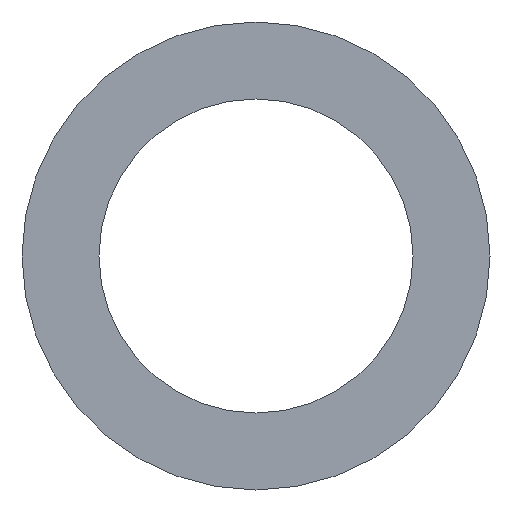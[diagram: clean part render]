
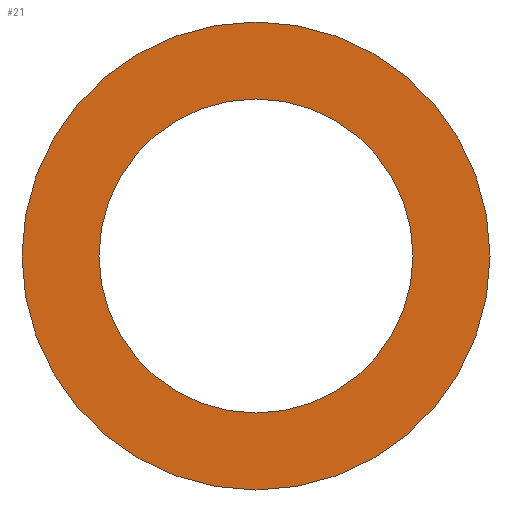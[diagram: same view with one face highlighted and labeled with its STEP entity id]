
A CAD part, left-side view. The second image highlights one B-rep face of the part: STEP entity #21.
In plain terms, the highlighted planar face has unit normal (-1, 0, 0).
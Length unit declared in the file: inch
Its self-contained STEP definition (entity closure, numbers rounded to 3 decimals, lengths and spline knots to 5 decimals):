
#9 = DIRECTION ( 'NONE',  ( -1., 0., 0. ) ) ;
#21 = ADVANCED_FACE ( 'NONE', ( #296, #319 ), #49, .F. ) ;
#24 = DIRECTION ( 'NONE',  ( 1., 0., 0. ) ) ;
#25 = ORIENTED_EDGE ( 'NONE', *, *, #183, .F. ) ;
#30 = VERTEX_POINT ( 'NONE', #269 ) ;
#32 = ORIENTED_EDGE ( 'NONE', *, *, #223, .T. ) ;
#35 = EDGE_CURVE ( 'NONE', #44, #248, #237, .T. ) ;
#44 = VERTEX_POINT ( 'NONE', #321 ) ;
#49 = PLANE ( 'NONE',  #68 ) ;
#59 = EDGE_LOOP ( 'NONE', ( #339, #25 ) ) ;
#60 = CIRCLE ( 'NONE', #250, 0.0255 ) ;
#68 = AXIS2_PLACEMENT_3D ( 'NONE', #186, #24, #162 ) ;
#76 = DIRECTION ( 'NONE',  ( -1., 0., 0. ) ) ;
#85 = CARTESIAN_POINT ( 'NONE',  ( 0., 0., -0.038 ) ) ;
#93 = VERTEX_POINT ( 'NONE', #85 ) ;
#111 = DIRECTION ( 'NONE',  ( 0., 0., 1. ) ) ;
#123 = ORIENTED_EDGE ( 'NONE', *, *, #198, .T. ) ;
#152 = CIRCLE ( 'NONE', #170, 0.038 ) ;
#162 = DIRECTION ( 'NONE',  ( 0., 0., -1. ) ) ;
#170 = AXIS2_PLACEMENT_3D ( 'NONE', #201, #9, #334 ) ;
#183 = EDGE_CURVE ( 'NONE', #248, #44, #60, .T. ) ;
#186 = CARTESIAN_POINT ( 'NONE',  ( 0., 0., 0. ) ) ;
#196 = CIRCLE ( 'NONE', #270, 0.038 ) ;
#198 = EDGE_CURVE ( 'NONE', #30, #93, #196, .T. ) ;
#201 = CARTESIAN_POINT ( 'NONE',  ( 0., 0., 0. ) ) ;
#202 = EDGE_LOOP ( 'NONE', ( #123, #32 ) ) ;
#212 = CARTESIAN_POINT ( 'NONE',  ( 0., 0., 0. ) ) ;
#218 = DIRECTION ( 'NONE',  ( -1., 0., 0. ) ) ;
#223 = EDGE_CURVE ( 'NONE', #93, #30, #152, .T. ) ;
#237 = CIRCLE ( 'NONE', #323, 0.0255 ) ;
#240 = DIRECTION ( 'NONE',  ( -1., 0., 0. ) ) ;
#248 = VERTEX_POINT ( 'NONE', #332 ) ;
#250 = AXIS2_PLACEMENT_3D ( 'NONE', #212, #76, #111 ) ;
#251 = CARTESIAN_POINT ( 'NONE',  ( 0., 0., 0. ) ) ;
#269 = CARTESIAN_POINT ( 'NONE',  ( 0., 0., 0.038 ) ) ;
#270 = AXIS2_PLACEMENT_3D ( 'NONE', #300, #218, #347 ) ;
#294 = DIRECTION ( 'NONE',  ( 0., 0., 1. ) ) ;
#296 = FACE_BOUND ( 'NONE', #59, .T. ) ;
#300 = CARTESIAN_POINT ( 'NONE',  ( 0., 0., 0. ) ) ;
#319 = FACE_OUTER_BOUND ( 'NONE', #202, .T. ) ;
#321 = CARTESIAN_POINT ( 'NONE',  ( 0., 0., 0.0255 ) ) ;
#323 = AXIS2_PLACEMENT_3D ( 'NONE', #251, #240, #294 ) ;
#332 = CARTESIAN_POINT ( 'NONE',  ( 0., 0., -0.0255 ) ) ;
#334 = DIRECTION ( 'NONE',  ( 0., 0., 1. ) ) ;
#339 = ORIENTED_EDGE ( 'NONE', *, *, #35, .F. ) ;
#347 = DIRECTION ( 'NONE',  ( 0., 0., 1. ) ) ;
